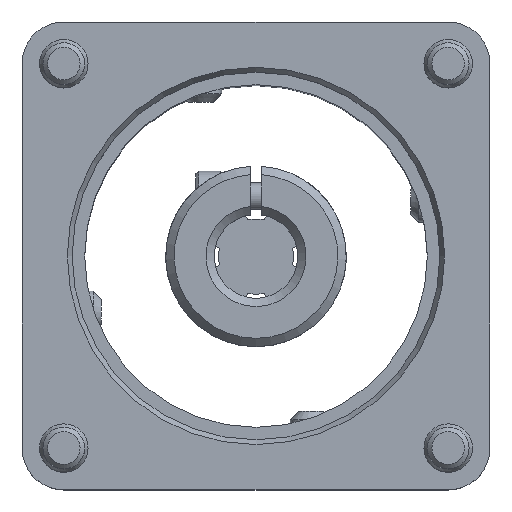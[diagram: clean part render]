
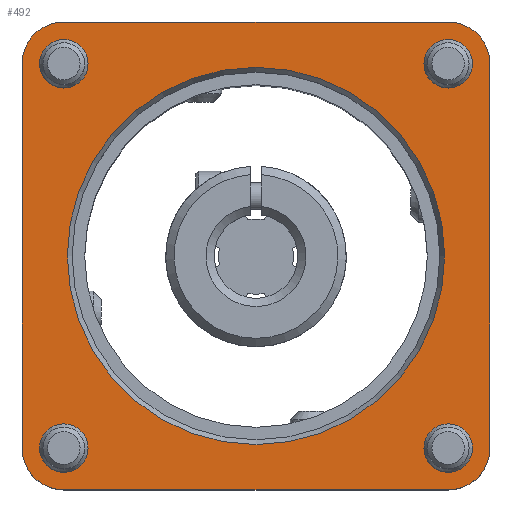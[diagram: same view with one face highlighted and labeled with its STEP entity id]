
A CAD part, top view. The second image highlights one B-rep face of the part: STEP entity #492.
In plain terms, the highlighted face is planar.
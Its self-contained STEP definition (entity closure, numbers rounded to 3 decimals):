
#492 = ADVANCED_FACE( '', ( #991, #992, #993, #994, #995, #996 ), #997, .F. );
#991 = FACE_BOUND( '', #1589, .T. );
#992 = FACE_BOUND( '', #1590, .T. );
#993 = FACE_BOUND( '', #1591, .T. );
#994 = FACE_BOUND( '', #1592, .T. );
#995 = FACE_BOUND( '', #1593, .T. );
#996 = FACE_OUTER_BOUND( '', #1594, .T. );
#997 = PLANE( '', #1595 );
#1589 = EDGE_LOOP( '', ( #2482 ) );
#1590 = EDGE_LOOP( '', ( #2483 ) );
#1591 = EDGE_LOOP( '', ( #2484 ) );
#1592 = EDGE_LOOP( '', ( #2485 ) );
#1593 = EDGE_LOOP( '', ( #2486 ) );
#1594 = EDGE_LOOP( '', ( #2487, #2488, #2489, #2490, #2491, #2492, #2493, #2494 ) );
#1595 = AXIS2_PLACEMENT_3D( '', #2495, #2496, #2497 );
#2482 = ORIENTED_EDGE( '', *, *, #3452, .F. );
#2483 = ORIENTED_EDGE( '', *, *, #3586, .F. );
#2484 = ORIENTED_EDGE( '', *, *, #3626, .F. );
#2485 = ORIENTED_EDGE( '', *, *, #3510, .F. );
#2486 = ORIENTED_EDGE( '', *, *, #3517, .F. );
#2487 = ORIENTED_EDGE( '', *, *, #3455, .F. );
#2488 = ORIENTED_EDGE( '', *, *, #3627, .F. );
#2489 = ORIENTED_EDGE( '', *, *, #3401, .F. );
#2490 = ORIENTED_EDGE( '', *, *, #3628, .F. );
#2491 = ORIENTED_EDGE( '', *, *, #3629, .F. );
#2492 = ORIENTED_EDGE( '', *, *, #3396, .F. );
#2493 = ORIENTED_EDGE( '', *, *, #3523, .F. );
#2494 = ORIENTED_EDGE( '', *, *, #3630, .F. );
#2495 = CARTESIAN_POINT( '', ( -11.5, -11.5, 0. ) );
#2496 = DIRECTION( '', ( 0., 0., 1. ) );
#2497 = DIRECTION( '', ( 1., 0., 0. ) );
#3396 = EDGE_CURVE( '', #3957, #3958, #3959, .T. );
#3401 = EDGE_CURVE( '', #3966, #3967, #3968, .T. );
#3452 = EDGE_CURVE( '', #4052, #4052, #4053, .T. );
#3455 = EDGE_CURVE( '', #4057, #4058, #4059, .T. );
#3510 = EDGE_CURVE( '', #4154, #4154, #4155, .T. );
#3517 = EDGE_CURVE( '', #4165, #4165, #4166, .T. );
#3523 = EDGE_CURVE( '', #4175, #3957, #4176, .T. );
#3586 = EDGE_CURVE( '', #4262, #4262, #4263, .T. );
#3626 = EDGE_CURVE( '', #4322, #4322, #4323, .T. );
#3627 = EDGE_CURVE( '', #3967, #4057, #4324, .T. );
#3628 = EDGE_CURVE( '', #4325, #3966, #4326, .T. );
#3629 = EDGE_CURVE( '', #3958, #4325, #4327, .T. );
#3630 = EDGE_CURVE( '', #4058, #4175, #4328, .T. );
#3957 = VERTEX_POINT( '', #4749 );
#3958 = VERTEX_POINT( '', #4750 );
#3959 = CIRCLE( '', #4751, 2.5 );
#3966 = VERTEX_POINT( '', #4760 );
#3967 = VERTEX_POINT( '', #4761 );
#3968 = LINE( '', #4762, #4763 );
#4052 = VERTEX_POINT( '', #4862 );
#4053 = CIRCLE( '', #4863, 1.45 );
#4057 = VERTEX_POINT( '', #4867 );
#4058 = VERTEX_POINT( '', #4868 );
#4059 = LINE( '', #4869, #4870 );
#4154 = VERTEX_POINT( '', #4995 );
#4155 = CIRCLE( '', #4996, 1.45 );
#4165 = VERTEX_POINT( '', #5008 );
#4166 = CIRCLE( '', #5009, 11.289 );
#4175 = VERTEX_POINT( '', #5019 );
#4176 = LINE( '', #5020, #5021 );
#4262 = VERTEX_POINT( '', #5220 );
#4263 = CIRCLE( '', #5221, 1.45 );
#4322 = VERTEX_POINT( '', #5322 );
#4323 = CIRCLE( '', #5323, 1.45 );
#4324 = CIRCLE( '', #5324, 2.5 );
#4325 = VERTEX_POINT( '', #5325 );
#4326 = CIRCLE( '', #5326, 2.5 );
#4327 = LINE( '', #5327, #5328 );
#4328 = CIRCLE( '', #5329, 2.5 );
#4749 = CARTESIAN_POINT( '', ( 11.5, -14., 0. ) );
#4750 = CARTESIAN_POINT( '', ( 14., -11.5, 0. ) );
#4751 = AXIS2_PLACEMENT_3D( '', #5974, #5975, #5976 );
#4760 = CARTESIAN_POINT( '', ( 11.5, 14., 0. ) );
#4761 = CARTESIAN_POINT( '', ( -11.5, 14., 0. ) );
#4762 = CARTESIAN_POINT( '', ( 11.5, 14., 0. ) );
#4763 = VECTOR( '', #5982, 1000. );
#4862 = CARTESIAN_POINT( '', ( -12.95, 11.5, 0. ) );
#4863 = AXIS2_PLACEMENT_3D( '', #6079, #6080, #6081 );
#4867 = CARTESIAN_POINT( '', ( -14., 11.5, 0. ) );
#4868 = CARTESIAN_POINT( '', ( -14., -11.5, 0. ) );
#4869 = CARTESIAN_POINT( '', ( -14., 11.5, 0. ) );
#4870 = VECTOR( '', #6085, 1000. );
#4995 = CARTESIAN_POINT( '', ( 10.05, 11.5, 0. ) );
#4996 = AXIS2_PLACEMENT_3D( '', #6172, #6173, #6174 );
#5008 = CARTESIAN_POINT( '', ( -11.289, 0., 0. ) );
#5009 = AXIS2_PLACEMENT_3D( '', #6183, #6184, #6185 );
#5019 = CARTESIAN_POINT( '', ( -11.5, -14., 0. ) );
#5020 = CARTESIAN_POINT( '', ( -11.5, -14., 0. ) );
#5021 = VECTOR( '', #6193, 1000. );
#5220 = CARTESIAN_POINT( '', ( -12.95, -11.5, 0. ) );
#5221 = AXIS2_PLACEMENT_3D( '', #6253, #6254, #6255 );
#5322 = CARTESIAN_POINT( '', ( 10.05, -11.5, 0. ) );
#5323 = AXIS2_PLACEMENT_3D( '', #6299, #6300, #6301 );
#5324 = AXIS2_PLACEMENT_3D( '', #6302, #6303, #6304 );
#5325 = CARTESIAN_POINT( '', ( 14., 11.5, 0. ) );
#5326 = AXIS2_PLACEMENT_3D( '', #6305, #6306, #6307 );
#5327 = CARTESIAN_POINT( '', ( 14., -11.5, 0. ) );
#5328 = VECTOR( '', #6308, 1000. );
#5329 = AXIS2_PLACEMENT_3D( '', #6309, #6310, #6311 );
#5974 = CARTESIAN_POINT( '', ( 11.5, -11.5, 0. ) );
#5975 = DIRECTION( '', ( 0., 0., 1. ) );
#5976 = DIRECTION( '', ( 1., 0., 0. ) );
#5982 = DIRECTION( '', ( -1., 0., 0. ) );
#6079 = CARTESIAN_POINT( '', ( -11.5, 11.5, 0. ) );
#6080 = DIRECTION( '', ( 0., 0., -1. ) );
#6081 = DIRECTION( '', ( -1., 0., 0. ) );
#6085 = DIRECTION( '', ( 0., -1., 0. ) );
#6172 = CARTESIAN_POINT( '', ( 11.5, 11.5, 0. ) );
#6173 = DIRECTION( '', ( 0., 0., -1. ) );
#6174 = DIRECTION( '', ( -1., 0., 0. ) );
#6183 = CARTESIAN_POINT( '', ( 0., 0., 0. ) );
#6184 = DIRECTION( '', ( 0., 0., -1. ) );
#6185 = DIRECTION( '', ( -1., 0., 0. ) );
#6193 = DIRECTION( '', ( 1., 0., 0. ) );
#6253 = CARTESIAN_POINT( '', ( -11.5, -11.5, 0. ) );
#6254 = DIRECTION( '', ( 0., 0., -1. ) );
#6255 = DIRECTION( '', ( -1., 0., 0. ) );
#6299 = CARTESIAN_POINT( '', ( 11.5, -11.5, 0. ) );
#6300 = DIRECTION( '', ( 0., 0., -1. ) );
#6301 = DIRECTION( '', ( -1., 0., 0. ) );
#6302 = CARTESIAN_POINT( '', ( -11.5, 11.5, 0. ) );
#6303 = DIRECTION( '', ( 0., 0., 1. ) );
#6304 = DIRECTION( '', ( 1., 0., 0. ) );
#6305 = CARTESIAN_POINT( '', ( 11.5, 11.5, 0. ) );
#6306 = DIRECTION( '', ( 0., 0., 1. ) );
#6307 = DIRECTION( '', ( 1., 0., 0. ) );
#6308 = DIRECTION( '', ( 0., 1., 0. ) );
#6309 = CARTESIAN_POINT( '', ( -11.5, -11.5, 0. ) );
#6310 = DIRECTION( '', ( 0., 0., 1. ) );
#6311 = DIRECTION( '', ( 1., 0., 0. ) );
